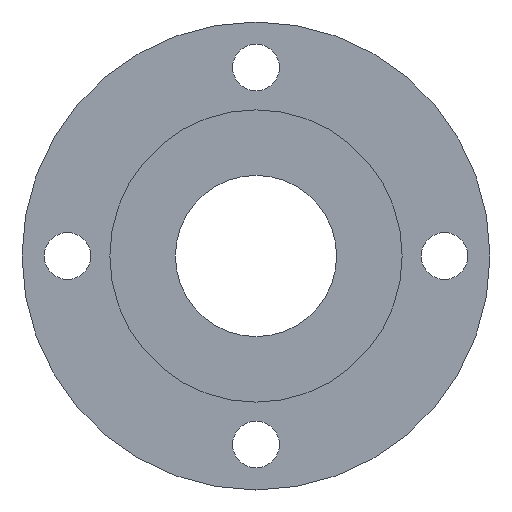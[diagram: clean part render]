
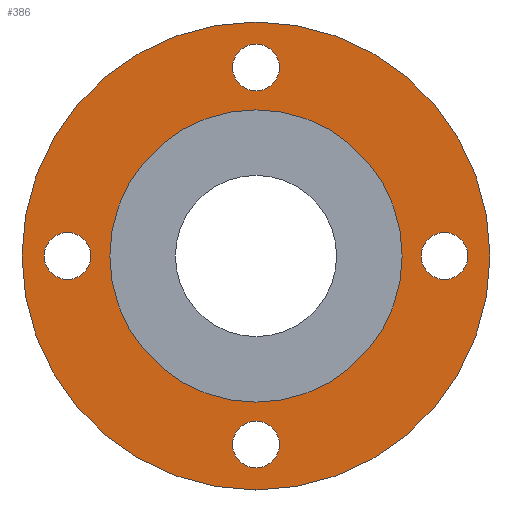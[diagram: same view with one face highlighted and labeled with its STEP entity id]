
A CAD part, front view. The second image highlights one B-rep face of the part: STEP entity #386.
In plain terms, the highlighted planar face has unit normal (0, -1, 0).
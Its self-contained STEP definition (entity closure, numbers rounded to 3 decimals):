
#20=FACE_BOUND('',#85,.T.);
#21=FACE_BOUND('',#86,.T.);
#22=FACE_BOUND('',#87,.T.);
#23=FACE_BOUND('',#88,.T.);
#24=FACE_BOUND('',#89,.T.);
#38=PLANE('',#451);
#57=FACE_OUTER_BOUND('',#84,.T.);
#84=EDGE_LOOP('',(#296));
#85=EDGE_LOOP('',(#297));
#86=EDGE_LOOP('',(#298));
#87=EDGE_LOOP('',(#299));
#88=EDGE_LOOP('',(#300));
#89=EDGE_LOOP('',(#301));
#140=CIRCLE('',#421,9.);
#144=CIRCLE('',#427,9.);
#148=CIRCLE('',#433,9.);
#152=CIRCLE('',#439,9.);
#159=CIRCLE('',#450,90.);
#160=CIRCLE('',#452,56.22);
#173=VERTEX_POINT('',#603);
#177=VERTEX_POINT('',#615);
#181=VERTEX_POINT('',#627);
#185=VERTEX_POINT('',#639);
#191=VERTEX_POINT('',#658);
#192=VERTEX_POINT('',#662);
#205=EDGE_CURVE('',#173,#173,#140,.T.);
#211=EDGE_CURVE('',#177,#177,#144,.T.);
#217=EDGE_CURVE('',#181,#181,#148,.T.);
#223=EDGE_CURVE('',#185,#185,#152,.T.);
#231=EDGE_CURVE('',#191,#191,#159,.T.);
#233=EDGE_CURVE('',#192,#192,#160,.T.);
#296=ORIENTED_EDGE('',*,*,#231,.T.);
#297=ORIENTED_EDGE('',*,*,#205,.T.);
#298=ORIENTED_EDGE('',*,*,#211,.T.);
#299=ORIENTED_EDGE('',*,*,#217,.T.);
#300=ORIENTED_EDGE('',*,*,#223,.T.);
#301=ORIENTED_EDGE('',*,*,#233,.F.);
#386=ADVANCED_FACE('',(#57,#20,#21,#22,#23,#24),#38,.T.);
#421=AXIS2_PLACEMENT_3D('',#605,#484,#485);
#427=AXIS2_PLACEMENT_3D('',#617,#498,#499);
#433=AXIS2_PLACEMENT_3D('',#629,#512,#513);
#439=AXIS2_PLACEMENT_3D('',#641,#526,#527);
#450=AXIS2_PLACEMENT_3D('',#659,#549,#550);
#451=AXIS2_PLACEMENT_3D('',#661,#552,#553);
#452=AXIS2_PLACEMENT_3D('',#663,#554,#555);
#484=DIRECTION('center_axis',(0.,1.,0.));
#485=DIRECTION('ref_axis',(1.,0.,0.));
#498=DIRECTION('center_axis',(0.,1.,0.));
#499=DIRECTION('ref_axis',(1.,0.,0.));
#512=DIRECTION('center_axis',(0.,1.,0.));
#513=DIRECTION('ref_axis',(1.,0.,0.));
#526=DIRECTION('center_axis',(0.,1.,0.));
#527=DIRECTION('ref_axis',(1.,0.,0.));
#549=DIRECTION('center_axis',(0.,-1.,0.));
#550=DIRECTION('ref_axis',(1.,0.,0.));
#552=DIRECTION('center_axis',(0.,-1.,0.));
#553=DIRECTION('ref_axis',(0.,0.,-1.));
#554=DIRECTION('center_axis',(0.,-1.,0.));
#555=DIRECTION('ref_axis',(1.,0.,0.));
#603=CARTESIAN_POINT('',(-9.,5.,72.5));
#605=CARTESIAN_POINT('Origin',(0.,5.,72.5));
#615=CARTESIAN_POINT('',(-9.,5.,-72.5));
#617=CARTESIAN_POINT('Origin',(0.,5.,-72.5));
#627=CARTESIAN_POINT('',(-81.5,5.,0.));
#629=CARTESIAN_POINT('Origin',(-72.5,5.,0.));
#639=CARTESIAN_POINT('',(63.5,5.,0.));
#641=CARTESIAN_POINT('Origin',(72.5,5.,0.));
#658=CARTESIAN_POINT('',(-90.,5.,0.));
#659=CARTESIAN_POINT('Origin',(0.,5.,0.));
#661=CARTESIAN_POINT('Origin',(56.22,5.,0.));
#662=CARTESIAN_POINT('',(-56.22,5.,0.));
#663=CARTESIAN_POINT('Origin',(0.,5.,0.));
